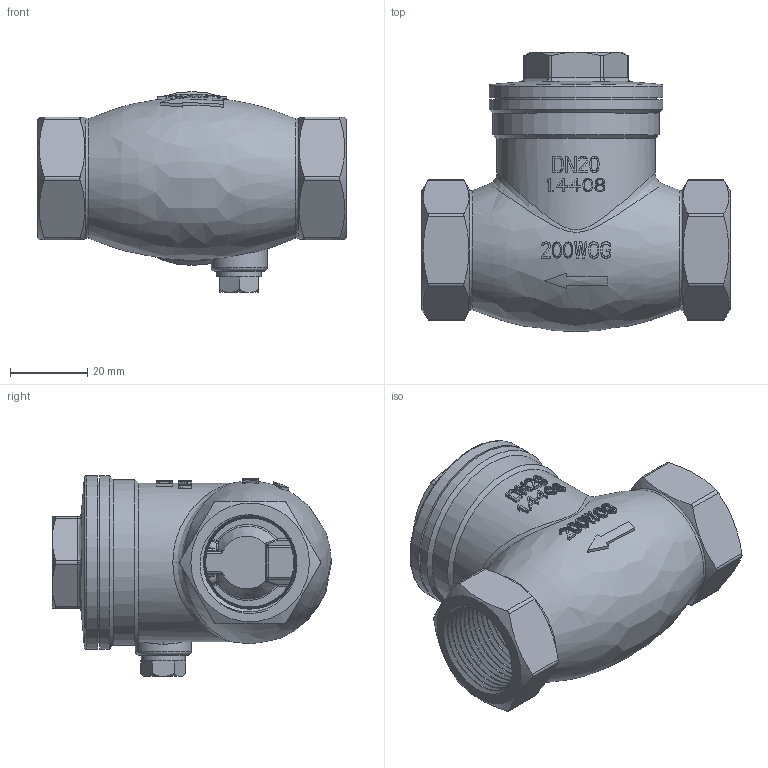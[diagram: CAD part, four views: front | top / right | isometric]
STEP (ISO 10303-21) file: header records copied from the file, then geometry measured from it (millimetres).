
FILE_DESCRIPTION((''),'2;1');
FILE_NAME('RK600020.stp','2022-02-09T08:39:27',('RL'),(''),'Autodesk Inventor 2012','Autodesk Inventor 2012','');
FILE_SCHEMA(('AUTOMOTIVE_DESIGN { 1 0 10303 214 1 1 1 1 }'));
Length unit declared in the file: millimetre
Products named in the file (1): RK600020
Bounding box: 79.8 x 72.28 x 52 mm (x, y, z)
Volume: 54143.7 mm3; surface area: 39357.7 mm2
Topology: 7 solids, 7 shells, 892 faces, 2614 edges, 1774 vertices
Faces by surface type: plane 552, bspline 129, cylinder 127, cone 40, torus 30, sphere 14
Full cylindrical faces by diameter (mm): 5 x16, 6 x14, 11.5 x2, 14.499 x1, 16.867 x1, 19.999 x1, 24.999 x1, 25.7 x1, 34.999 x1, 36.4 x6, 38 x8, 38.9 x1, 41.5 x1, 42 x1, 42.998 x1, 44.998 x1, 45 x1
Entity records: 56193 total; most frequent: CARTESIAN_POINT 34511, ORIENTED_EDGE 4854, DIRECTION 4239, EDGE_CURVE 2427, AXIS2_PLACEMENT_3D 1754, VERTEX_POINT 1681, EDGE_LOOP 958, FACE_OUTER_BOUND 853
